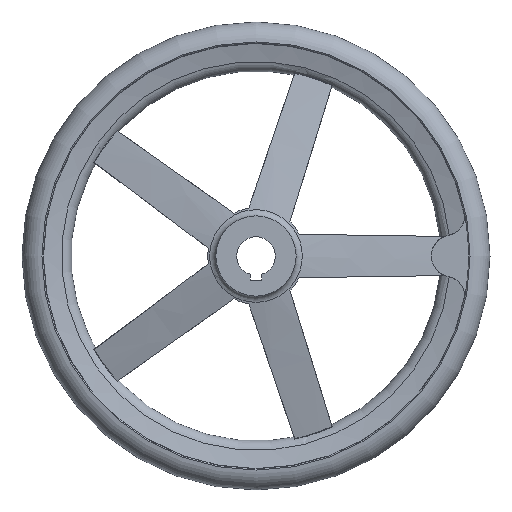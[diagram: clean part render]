
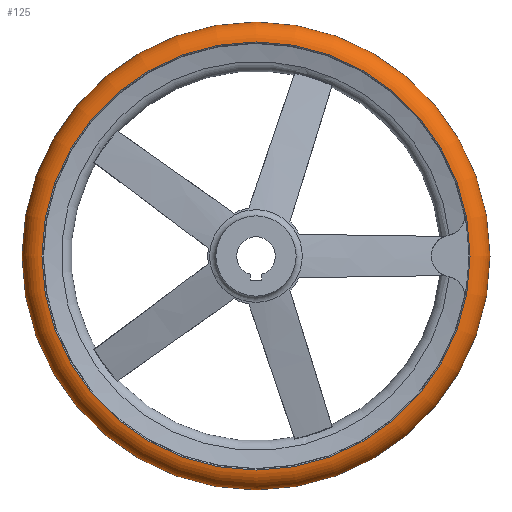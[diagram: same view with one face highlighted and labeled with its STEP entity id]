
A CAD part, front view. The second image highlights one B-rep face of the part: STEP entity #125.
In plain terms, the highlighted toroidal (fillet/blend) face has major radius 143.5 mm and minor radius 14 mm.
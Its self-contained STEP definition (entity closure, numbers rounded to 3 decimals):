
#125 = ADVANCED_FACE( '', ( #283, #284, #285 ), #286, .T. );
#283 = FACE_BOUND( '', #481, .T. );
#284 = FACE_OUTER_BOUND( '', #482, .T. );
#285 = FACE_OUTER_BOUND( '', #483, .T. );
#286 = TOROIDAL_SURFACE( '', #484, 143.5, 14. );
#481 = VERTEX_LOOP( '', #809 );
#482 = EDGE_LOOP( '', ( #810 ) );
#483 = EDGE_LOOP( '', ( #811 ) );
#484 = AXIS2_PLACEMENT_3D( '', #812, #813, #814 );
#809 = VERTEX_POINT( '', #1260 );
#810 = ORIENTED_EDGE( '', *, *, #1261, .T. );
#811 = ORIENTED_EDGE( '', *, *, #1262, .F. );
#812 = CARTESIAN_POINT( '', ( 0., 42., 0. ) );
#813 = DIRECTION( '', ( 0., -1., 0. ) );
#814 = DIRECTION( '', ( 0., 0., -1. ) );
#1260 = CARTESIAN_POINT( '', ( 0., 42., -157.5 ) );
#1261 = EDGE_CURVE( '', #1552, #1552, #1553, .T. );
#1262 = EDGE_CURVE( '', #1554, #1554, #1555, .T. );
#1552 = VERTEX_POINT( '', #2306 );
#1553 = CIRCLE( '', #2307, 144.083 );
#1554 = VERTEX_POINT( '', #2308 );
#1555 = CIRCLE( '', #2309, 144.083 );
#2306 = CARTESIAN_POINT( '', ( 0., 55.988, -144.083 ) );
#2307 = AXIS2_PLACEMENT_3D( '', #2838, #2839, #2840 );
#2308 = CARTESIAN_POINT( '', ( 0., 28.012, -144.083 ) );
#2309 = AXIS2_PLACEMENT_3D( '', #2841, #2842, #2843 );
#2838 = CARTESIAN_POINT( '', ( 0., 55.988, 0. ) );
#2839 = DIRECTION( '', ( 0., -1., 0. ) );
#2840 = DIRECTION( '', ( 0., 0., -1. ) );
#2841 = CARTESIAN_POINT( '', ( 0., 28.012, 0. ) );
#2842 = DIRECTION( '', ( 0., -1., 0. ) );
#2843 = DIRECTION( '', ( 0., 0., -1. ) );
